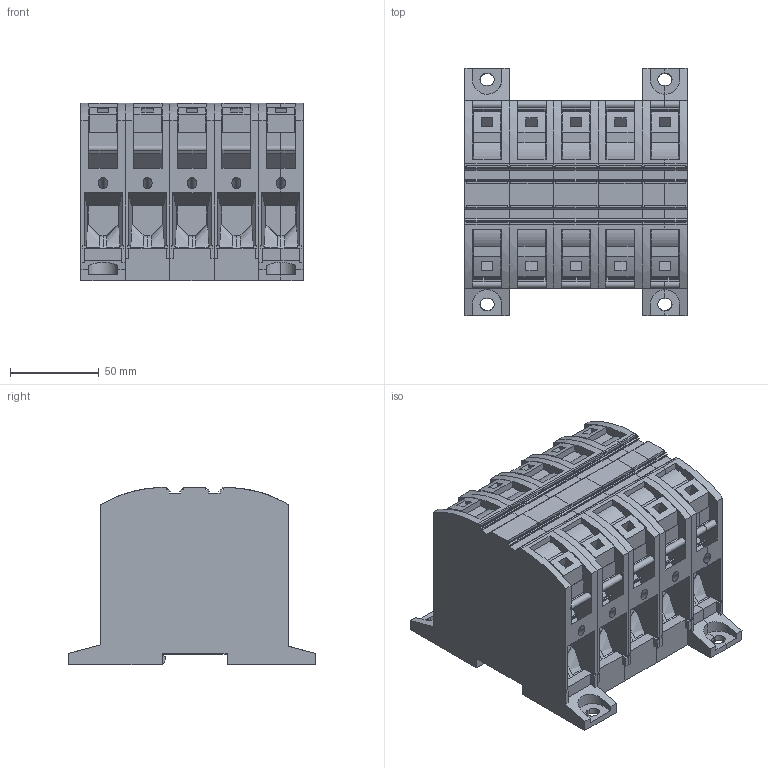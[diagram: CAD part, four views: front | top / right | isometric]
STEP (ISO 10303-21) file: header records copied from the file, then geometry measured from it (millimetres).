
FILE_DESCRIPTION(('Creo Elements/Direct Modeling STEP Export'),'2;1');
FILE_NAME('model.stp','2018-01-24T14:39:56',(''),(''),'Creo Elements/Direct Modeling STEP processor for AP214 (Solid Model)','Creo Elements/Direct Modeling 18.1I 14-Aug-2016 (C) Parametric Technology GmbH','');
FILE_SCHEMA(('AUTOMOTIVE_DESIGN { 1 0 10303 214 1 1 1 1 }'));
Products named in the file (2): PTPOWER_95_3L_N_FE_F-select
Assembly tree (1 placements, depth 2):
  PTPOWER_95_3L_N_FE_F-select
    PTPOWER_95_3L_N_FE_F-select
Bounding box: 125 x 139.1 x 99.75 mm (x, y, z)
Volume: 1026195.7 mm3; surface area: 145759.7 mm2
Topology: 1 solids, 1 shells, 1228 faces, 3301 edges, 2109 vertices
Faces by surface type: plane 1043, cylinder 137, bspline 48
Entity records: 59509 total; most frequent: CARTESIAN_POINT 20983, ORIENTED_EDGE 6602, DIRECTION 4947, EDGE_CURVE 3301, VECTOR 2517, LINE 2517, VERTEX_POINT 2109, EDGE_LOOP 1270
